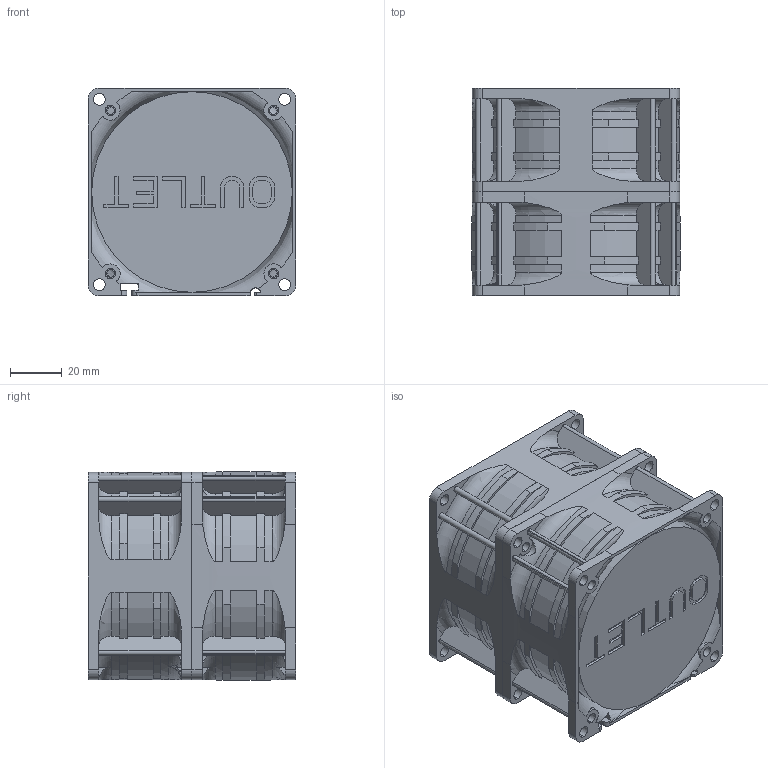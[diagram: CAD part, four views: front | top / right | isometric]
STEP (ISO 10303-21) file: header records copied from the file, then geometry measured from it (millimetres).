
FILE_DESCRIPTION((''),'2;1');
FILE_NAME('GFC0812DW-SM00B7P_3DFILE_ASM','2016-11-02T',('JIM.HUANG'),(''),'PRO/ENGINEER BY PARAMETRIC TECHNOLOGY CORPORATION, 2013050','PRO/ENGINEER BY PARAMETRIC TECHNOLOGY CORPORATION, 2013050','');
FILE_SCHEMA(('CONFIG_CONTROL_DESIGN'));
Length unit declared in the file: millimetre
Products named in the file (3): 4102051400_FRAME; 4102051500_FRAME; GFC0812DW-SM00B7P_3DFILE_ASM
Assembly tree (2 placements, depth 2):
  GFC0812DW-SM00B7P_3DFILE_ASM
    4102051400_FRAME
    4102051500_FRAME
Bounding box: 80.3 x 80 x 80.3 mm (x, y, z)
Volume: 439272.8 mm3; surface area: 65672.2 mm2
Topology: 2 solids, 2 shells, 734 faces, 2192 edges, 1474 vertices
Faces by surface type: plane 411, cylinder 261, torus 53, extrusion 5, bspline 4
Entity records: 27037 total; most frequent: CARTESIAN_POINT 6933, ORIENTED_EDGE 4384, DIRECTION 4047, EDGE_CURVE 2192, VERTEX_POINT 1474, AXIS2_PLACEMENT_3D 1387, VECTOR 1273, LINE 1268
